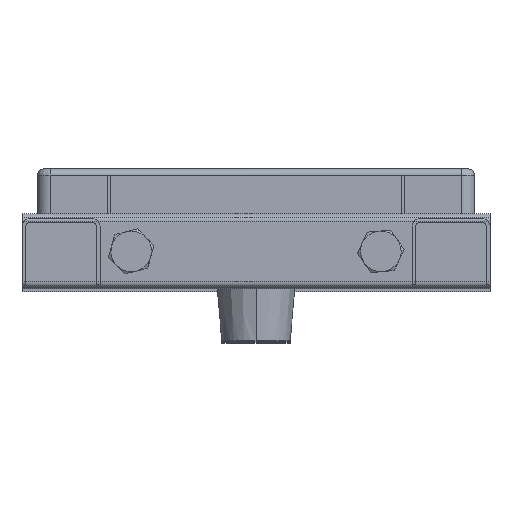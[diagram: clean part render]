
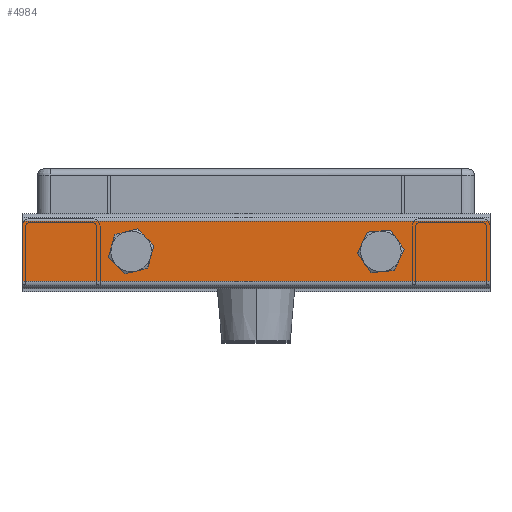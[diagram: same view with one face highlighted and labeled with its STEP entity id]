
A CAD part, top view. The second image highlights one B-rep face of the part: STEP entity #4984.
In plain terms, the highlighted face is planar.
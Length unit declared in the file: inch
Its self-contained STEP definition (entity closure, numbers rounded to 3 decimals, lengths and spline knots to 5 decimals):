
#177 = CARTESIAN_POINT ( 'NONE',  ( -2.95276, 0.85039, 0. ) ) ;
#348 = EDGE_CURVE ( 'NONE', #5749, #6325, #6954, .T. ) ;
#391 = VECTOR ( 'NONE', #9872, 39.37008 ) ;
#586 = CARTESIAN_POINT ( 'NONE',  ( -2.95276, 0.09449, 0. ) ) ;
#680 = CARTESIAN_POINT ( 'NONE',  ( -5.90551, 0.85039, 0. ) ) ;
#909 = DIRECTION ( 'NONE',  ( 1., 0., 0. ) ) ;
#1352 = CARTESIAN_POINT ( 'NONE',  ( -4.74803, 0.47244, 0. ) ) ;
#1393 = AXIS2_PLACEMENT_3D ( 'NONE', #6258, #14369, #12954 ) ;
#1600 = CIRCLE ( 'NONE', #10014, 0.22047 ) ;
#1816 = LINE ( 'NONE', #5276, #391 ) ;
#2082 = DIRECTION ( 'NONE',  ( 0., -1., 0. ) ) ;
#2127 = DIRECTION ( 'NONE',  ( 0., 1., 0. ) ) ;
#2740 = EDGE_LOOP ( 'NONE', ( #12409, #7201, #11898, #14570 ) ) ;
#2778 = EDGE_LOOP ( 'NONE', ( #11472, #9567 ) ) ;
#2933 = CARTESIAN_POINT ( 'NONE',  ( -4.52756, 0.47244, 0. ) ) ;
#3214 = FACE_OUTER_BOUND ( 'NONE', #2740, .T. ) ;
#3256 = VECTOR ( 'NONE', #2127, 39.37008 ) ;
#3288 = CIRCLE ( 'NONE', #13370, 0.22047 ) ;
#3318 = CIRCLE ( 'NONE', #1393, 0.22047 ) ;
#3469 = DIRECTION ( 'NONE',  ( 0., 0., -1. ) ) ;
#3854 = EDGE_CURVE ( 'NONE', #11531, #13683, #9483, .T. ) ;
#4879 = CARTESIAN_POINT ( 'NONE',  ( -1.59843, 0.47244, 0. ) ) ;
#4984 = ADVANCED_FACE ( 'NONE', ( #8939, #13520, #3214 ), #7801, .F. ) ;
#5276 = CARTESIAN_POINT ( 'NONE',  ( -5.90551, 0.47244, 0. ) ) ;
#5749 = VERTEX_POINT ( 'NONE', #8608 ) ;
#6258 = CARTESIAN_POINT ( 'NONE',  ( -1.37795, 0.47244, 0. ) ) ;
#6325 = VERTEX_POINT ( 'NONE', #680 ) ;
#6335 = CARTESIAN_POINT ( 'NONE',  ( -4.52756, 0.47244, 0. ) ) ;
#6385 = DIRECTION ( 'NONE',  ( 1., 0., 0. ) ) ;
#6517 = CARTESIAN_POINT ( 'NONE',  ( -5.90551, 0.09449, 0. ) ) ;
#6539 = ORIENTED_EDGE ( 'NONE', *, *, #10300, .F. ) ;
#6954 = LINE ( 'NONE', #177, #9343 ) ;
#7201 = ORIENTED_EDGE ( 'NONE', *, *, #10435, .F. ) ;
#7223 = EDGE_LOOP ( 'NONE', ( #6539, #12587 ) ) ;
#7520 = DIRECTION ( 'NONE',  ( 0., 0., -1. ) ) ;
#7801 = PLANE ( 'NONE',  #13041 ) ;
#8111 = CARTESIAN_POINT ( 'NONE',  ( 0., 0.09449, 0. ) ) ;
#8132 = CARTESIAN_POINT ( 'NONE',  ( -1.37795, 0.47244, 0. ) ) ;
#8454 = VECTOR ( 'NONE', #6385, 39.37008 ) ;
#8506 = EDGE_CURVE ( 'NONE', #13683, #5749, #9285, .T. ) ;
#8608 = CARTESIAN_POINT ( 'NONE',  ( 0., 0.85039, 0. ) ) ;
#8939 = FACE_BOUND ( 'NONE', #2778, .T. ) ;
#9117 = VERTEX_POINT ( 'NONE', #1352 ) ;
#9285 = LINE ( 'NONE', #10331, #3256 ) ;
#9343 = VECTOR ( 'NONE', #11552, 39.37008 ) ;
#9483 = LINE ( 'NONE', #586, #8454 ) ;
#9567 = ORIENTED_EDGE ( 'NONE', *, *, #10501, .F. ) ;
#9872 = DIRECTION ( 'NONE',  ( 0., -1., 0. ) ) ;
#10014 = AXIS2_PLACEMENT_3D ( 'NONE', #8132, #3469, #13776 ) ;
#10300 = EDGE_CURVE ( 'NONE', #12150, #9117, #3288, .T. ) ;
#10331 = CARTESIAN_POINT ( 'NONE',  ( 0., 0.47244, 0. ) ) ;
#10435 = EDGE_CURVE ( 'NONE', #6325, #11531, #1816, .T. ) ;
#10501 = EDGE_CURVE ( 'NONE', #13867, #13947, #1600, .T. ) ;
#11060 = EDGE_CURVE ( 'NONE', #9117, #12150, #14114, .T. ) ;
#11472 = ORIENTED_EDGE ( 'NONE', *, *, #11862, .F. ) ;
#11531 = VERTEX_POINT ( 'NONE', #6517 ) ;
#11552 = DIRECTION ( 'NONE',  ( -1., 0., 0. ) ) ;
#11599 = CARTESIAN_POINT ( 'NONE',  ( -4.30709, 0.47244, 0. ) ) ;
#11862 = EDGE_CURVE ( 'NONE', #13947, #13867, #3318, .T. ) ;
#11898 = ORIENTED_EDGE ( 'NONE', *, *, #348, .F. ) ;
#12108 = DIRECTION ( 'NONE',  ( 1., 0., 0. ) ) ;
#12150 = VERTEX_POINT ( 'NONE', #11599 ) ;
#12393 = CARTESIAN_POINT ( 'NONE',  ( -5.90551, 0.85039, 0. ) ) ;
#12409 = ORIENTED_EDGE ( 'NONE', *, *, #3854, .F. ) ;
#12587 = ORIENTED_EDGE ( 'NONE', *, *, #11060, .F. ) ;
#12677 = AXIS2_PLACEMENT_3D ( 'NONE', #2933, #7520, #12108 ) ;
#12954 = DIRECTION ( 'NONE',  ( 1., 0., 0. ) ) ;
#13041 = AXIS2_PLACEMENT_3D ( 'NONE', #12393, #13297, #2082 ) ;
#13252 = DIRECTION ( 'NONE',  ( 0., 0., -1. ) ) ;
#13297 = DIRECTION ( 'NONE',  ( 0., 0., 1. ) ) ;
#13370 = AXIS2_PLACEMENT_3D ( 'NONE', #6335, #13252, #909 ) ;
#13520 = FACE_BOUND ( 'NONE', #7223, .T. ) ;
#13683 = VERTEX_POINT ( 'NONE', #8111 ) ;
#13776 = DIRECTION ( 'NONE',  ( 1., 0., 0. ) ) ;
#13867 = VERTEX_POINT ( 'NONE', #4879 ) ;
#13947 = VERTEX_POINT ( 'NONE', #14477 ) ;
#14114 = CIRCLE ( 'NONE', #12677, 0.22047 ) ;
#14369 = DIRECTION ( 'NONE',  ( 0., 0., -1. ) ) ;
#14477 = CARTESIAN_POINT ( 'NONE',  ( -1.15748, 0.47244, 0. ) ) ;
#14570 = ORIENTED_EDGE ( 'NONE', *, *, #8506, .F. ) ;
